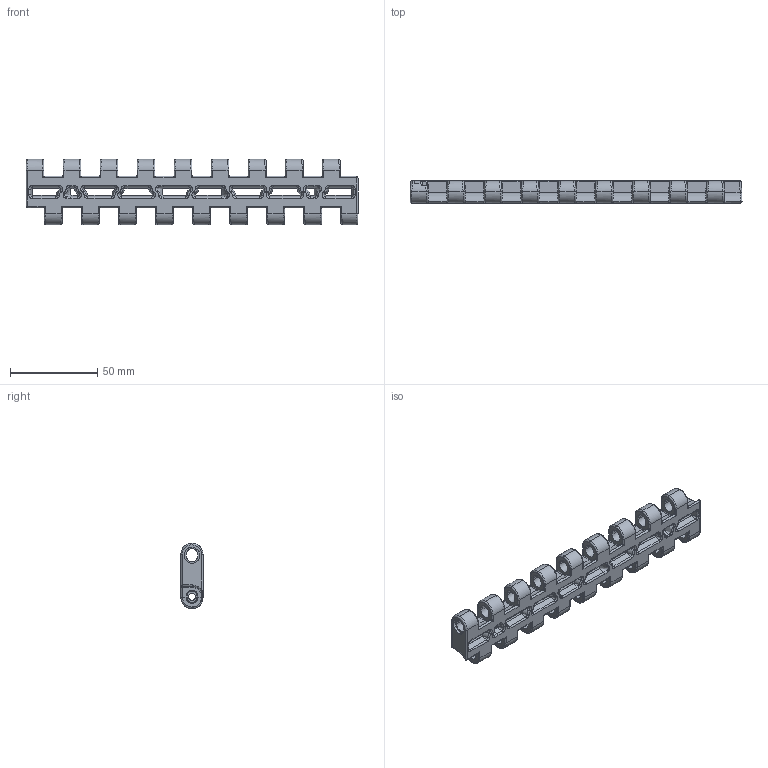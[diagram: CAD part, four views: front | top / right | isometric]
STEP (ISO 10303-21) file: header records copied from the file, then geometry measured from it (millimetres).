
FILE_DESCRIPTION (( 'STEP AP214' ), '1' );
FILE_NAME ('LF9255MV.0224.STEP', '2021-03-12T08:45:44', ( '' ), ( '' ), 'SwSTEP 2.0', 'SolidWorks 2019', '' );
FILE_SCHEMA (( 'AUTOMOTIVE_DESIGN' ));
Length unit declared in the file: millimetre
Products named in the file (1): LF9255MV.0224
Bounding box: 190.37 x 12.7 x 37.5 mm (x, y, z)
Volume: 37066.5 mm3; surface area: 24126.8 mm2
Topology: 1 solids, 1 shells, 1618 faces, 4106 edges, 2345 vertices
Faces by surface type: bspline 657, cylinder 535, plane 293, torus 95, cone 35, sphere 3
Entity records: 73913 total; most frequent: CARTESIAN_POINT 42171, ORIENTED_EDGE 7984, DIRECTION 5055, EDGE_CURVE 3992, VERTEX_POINT 2345, AXIS2_PLACEMENT_3D 1955, EDGE_LOOP 1643, FACE_OUTER_BOUND 1618
